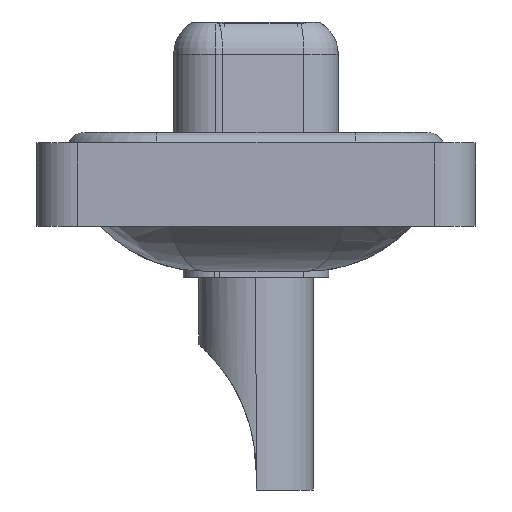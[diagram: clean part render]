
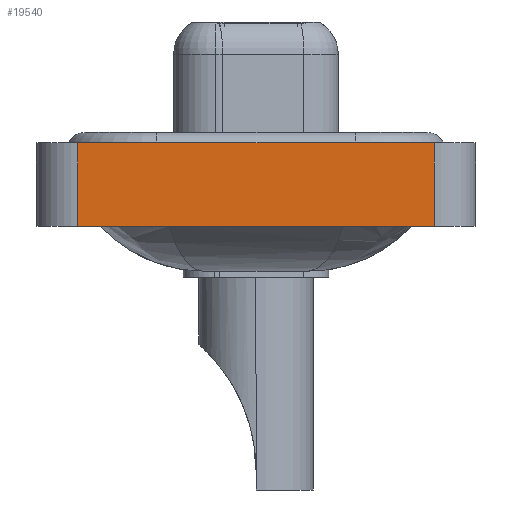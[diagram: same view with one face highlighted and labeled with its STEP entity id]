
A CAD part, left-side view. The second image highlights one B-rep face of the part: STEP entity #19540.
In plain terms, the highlighted planar face has unit normal (-1, 0, 0).
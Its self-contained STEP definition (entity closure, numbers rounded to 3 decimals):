
#263 = EDGE_CURVE ( 'NONE', #4378, #1634, #23026, .T. ) ;
#1634 = VERTEX_POINT ( 'NONE', #3670 ) ;
#2555 = VECTOR ( 'NONE', #14076, 1000. ) ;
#3167 = VERTEX_POINT ( 'NONE', #19794 ) ;
#3670 = CARTESIAN_POINT ( 'NONE',  ( -7.35, -8.55, 0.4 ) ) ;
#3696 = LINE ( 'NONE', #14163, #8511 ) ;
#4378 = VERTEX_POINT ( 'NONE', #14121 ) ;
#4477 = DIRECTION ( 'NONE',  ( 0., 0., 1. ) ) ;
#4932 = CARTESIAN_POINT ( 'NONE',  ( -7.35, -8.55, -3.6 ) ) ;
#5261 = LINE ( 'NONE', #11045, #2555 ) ;
#6120 = ORIENTED_EDGE ( 'NONE', *, *, #17956, .T. ) ;
#6480 = VERTEX_POINT ( 'NONE', #15814 ) ;
#8511 = VECTOR ( 'NONE', #8942, 1000. ) ;
#8942 = DIRECTION ( 'NONE',  ( 0., 0., 1. ) ) ;
#10422 = CARTESIAN_POINT ( 'NONE',  ( -7.35, -8.55, 0.4 ) ) ;
#11045 = CARTESIAN_POINT ( 'NONE',  ( -7.35, -8.55, -3.6 ) ) ;
#11308 = ORIENTED_EDGE ( 'NONE', *, *, #13639, .T. ) ;
#12759 = EDGE_CURVE ( 'NONE', #3167, #4378, #3696, .T. ) ;
#13220 = ORIENTED_EDGE ( 'NONE', *, *, #263, .F. ) ;
#13281 = PLANE ( 'NONE',  #17708 ) ;
#13639 = EDGE_CURVE ( 'NONE', #3167, #6480, #5261, .T. ) ;
#14076 = DIRECTION ( 'NONE',  ( 0., -1., 0. ) ) ;
#14121 = CARTESIAN_POINT ( 'NONE',  ( -7.35, 8.55, 0.4 ) ) ;
#14163 = CARTESIAN_POINT ( 'NONE',  ( -7.35, 8.55, -3.6 ) ) ;
#15791 = VECTOR ( 'NONE', #17765, 1000. ) ;
#15814 = CARTESIAN_POINT ( 'NONE',  ( -7.35, -8.55, -3.6 ) ) ;
#17079 = DIRECTION ( 'NONE',  ( 0., 0., 1. ) ) ;
#17708 = AXIS2_PLACEMENT_3D ( 'NONE', #4932, #20436, #4477 ) ;
#17765 = DIRECTION ( 'NONE',  ( 0., -1., 0. ) ) ;
#17956 = EDGE_CURVE ( 'NONE', #6480, #1634, #22465, .T. ) ;
#18840 = CARTESIAN_POINT ( 'NONE',  ( -7.35, -8.55, -3.6 ) ) ;
#19540 = ADVANCED_FACE ( 'NONE', ( #20903 ), #13281, .T. ) ;
#19794 = CARTESIAN_POINT ( 'NONE',  ( -7.35, 8.55, -3.6 ) ) ;
#20436 = DIRECTION ( 'NONE',  ( -1., 0., 0. ) ) ;
#20903 = FACE_OUTER_BOUND ( 'NONE', #22842, .T. ) ;
#21300 = VECTOR ( 'NONE', #17079, 1000. ) ;
#21349 = ORIENTED_EDGE ( 'NONE', *, *, #12759, .F. ) ;
#22465 = LINE ( 'NONE', #18840, #21300 ) ;
#22842 = EDGE_LOOP ( 'NONE', ( #6120, #13220, #21349, #11308 ) ) ;
#23026 = LINE ( 'NONE', #10422, #15791 ) ;
